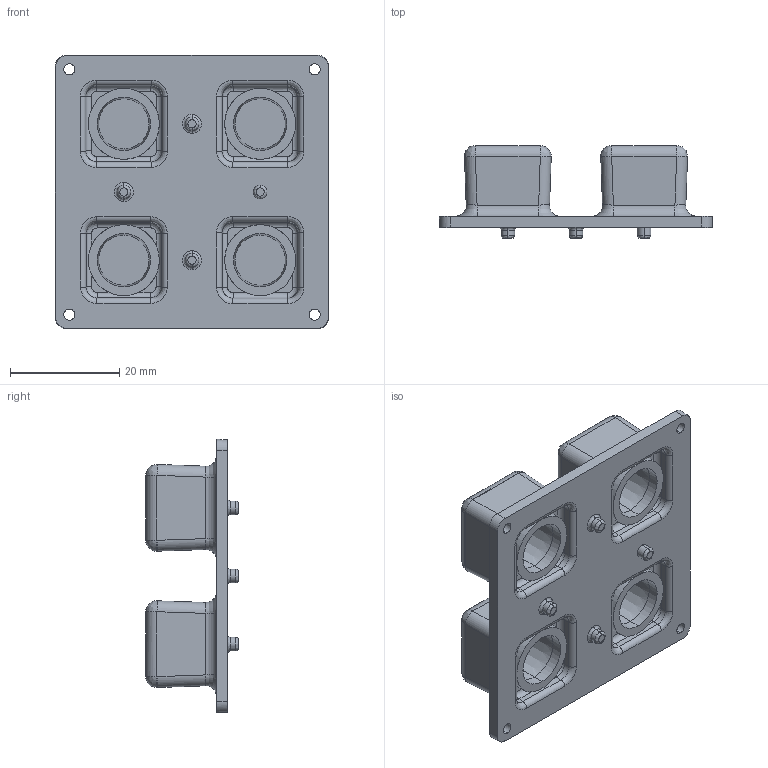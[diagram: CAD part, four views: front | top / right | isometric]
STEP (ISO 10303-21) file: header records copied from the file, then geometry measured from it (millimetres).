
FILE_DESCRIPTION(('FreeCAD Model'),'2;1');
FILE_NAME('Open CASCADE Shape Model','2023-02-15T18:18:04',('Author'),( ''),'Open CASCADE STEP processor 7.6','FreeCAD','Unknown');
FILE_SCHEMA(('AUTOMOTIVE_DESIGN { 1 0 10303 214 1 1 1 1 }'));
Length unit declared in the file: millimetre
Products named in the file (1): Cut001
Bounding box: 50.14 x 17 x 50.14 mm (x, y, z)
Volume: 13401.6 mm3; surface area: 10720.1 mm2
Topology: 4 solids, 4 shells, 332 faces, 797 edges, 460 vertices
Faces by surface type: cylinder 152, bspline 90, plane 82, cone 8
Entity records: 34220 total; most frequent: CARTESIAN_POINT 19988, DIRECTION 2325, ORIENTED_EDGE 1536, PCURVE 1536, DEFINITIONAL_REPRESENTATION 1536, LINE 1203, VECTOR 1203, EDGE_CURVE 768
